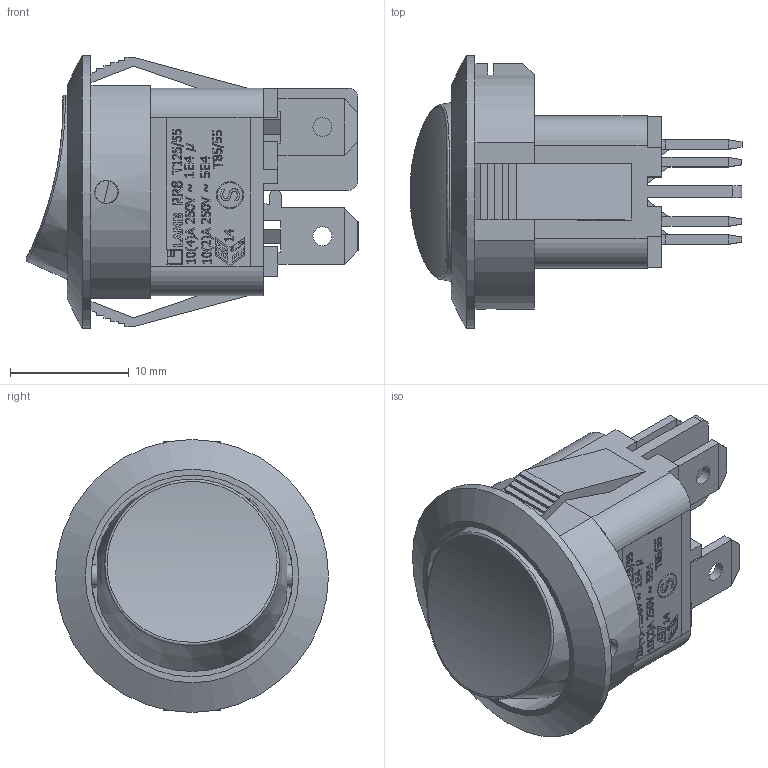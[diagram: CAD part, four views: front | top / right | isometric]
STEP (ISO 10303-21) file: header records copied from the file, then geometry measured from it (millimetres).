
FILE_DESCRIPTION(/* description */ (''),/* implementation_level */ '2;1');
FILE_NAME(/* name */ 'RR812Cxx00.stp',/* time_stamp */ '2025-06-03T15:03:07-05:00',/* author */ ('mroman'),/* organization */ (''),/* preprocessor_version */ 'ST-DEVELOPER v18.1',/* originating_system */ 'Autodesk Inventor 2022',/* authorisation */ '');
FILE_SCHEMA (('AUTOMOTIVE_DESIGN { 1 0 10303 214 3 1 1 }'));
Length unit declared in the file: centimetre
Products named in the file (1): RR812Cxx00
Bounding box: 27.98 x 23 x 23 mm (x, y, z)
Volume: 3271.6 mm3; surface area: 4070.5 mm2
Topology: 2 solids, 2 shells, 1791 faces, 4920 edges, 3265 vertices
Faces by surface type: plane 1204, bspline 552, cylinder 32, cone 2, sphere 1
Full cylindrical faces by diameter (mm): 1.6 x4, 1.9 x2, 2 x2, 2.11 x1, 2.29 x1, 3 x1, 4.6 x1, 17 x1, 23 x1
Entity records: 59269 total; most frequent: CARTESIAN_POINT 17375, ORIENTED_EDGE 9838, DIRECTION 6361, EDGE_CURVE 4919, LINE 3737, VECTOR 3737, VERTEX_POINT 3265, EDGE_LOOP 1956
